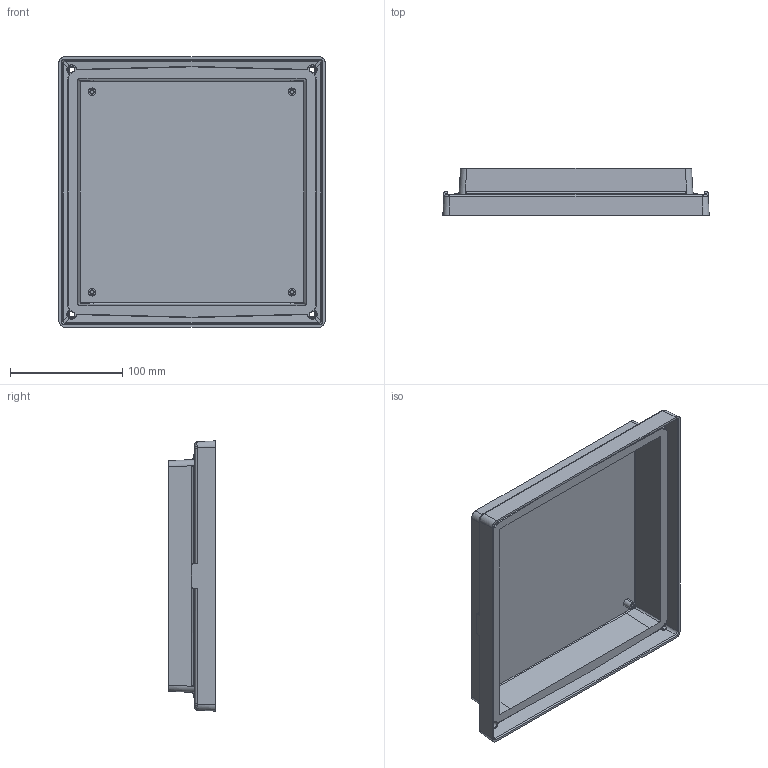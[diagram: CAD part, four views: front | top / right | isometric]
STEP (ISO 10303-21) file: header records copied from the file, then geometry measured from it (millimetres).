
FILE_DESCRIPTION (( 'STEP AP214' ), '1' );
FILE_NAME ('8x8_screw_cover.STEP', '2009-04-01T10:12:16', ( '' ), ( '' ), 'SwSTEP 2.0', 'SolidWorks 2008', '' );
FILE_SCHEMA (( 'AUTOMOTIVE_DESIGN' ));
Length unit declared in the file: millimetre
Products named in the file (1): 8x8_screw_cover
Bounding box: 236.84 x 41.6 x 240.24 mm (x, y, z)
Volume: 324120.3 mm3; surface area: 190344 mm2
Topology: 1 solids, 1 shells, 324 faces, 851 edges, 532 vertices
Faces by surface type: bspline 139, cylinder 95, plane 90
Entity records: 14551 total; most frequent: CARTESIAN_POINT 7906, ORIENTED_EDGE 1688, DIRECTION 954, EDGE_CURVE 844, VERTEX_POINT 532, EDGE_LOOP 342, FACE_OUTER_BOUND 324, ADVANCED_FACE 324
